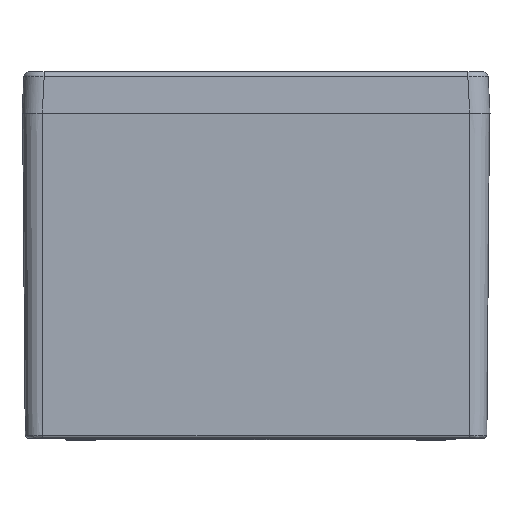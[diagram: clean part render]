
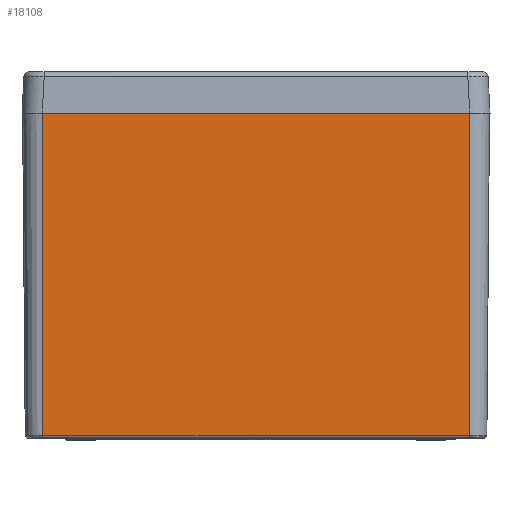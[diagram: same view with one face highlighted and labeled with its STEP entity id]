
A CAD part, left-side view. The second image highlights one B-rep face of the part: STEP entity #18108.
In plain terms, the highlighted planar face has unit normal (-1, 0, -0.008).
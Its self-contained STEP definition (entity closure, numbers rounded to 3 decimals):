
#7211 = VERTEX_POINT('',#7212);
#7212 = CARTESIAN_POINT('',(-163.699,105.,1.488));
#7249 = VERTEX_POINT('',#7250);
#7250 = CARTESIAN_POINT('',(-163.699,-105.,1.488));
#7257 = EDGE_CURVE('',#7249,#7211,#7258,.T.);
#7258 = LINE('',#7259,#7260);
#7259 = CARTESIAN_POINT('',(-163.699,115.,1.488));
#7260 = VECTOR('',#7261,1.);
#7261 = DIRECTION('',(0.,1.,-0.));
#18080 = EDGE_CURVE('',#7211,#18081,#18083,.T.);
#18081 = VERTEX_POINT('',#18082);
#18082 = CARTESIAN_POINT('',(-165.,105.,160.1));
#18083 = LINE('',#18084,#18085);
#18084 = CARTESIAN_POINT('',(-165.,105.,160.1));
#18085 = VECTOR('',#18086,1.);
#18086 = DIRECTION('',(-0.008,-0.,1.));
#18108 = ADVANCED_FACE('',(#18109),#18127,.T.);
#18109 = FACE_BOUND('',#18110,.T.);
#18110 = EDGE_LOOP('',(#18111,#18119,#18125,#18126));
#18111 = ORIENTED_EDGE('',*,*,#18112,.T.);
#18112 = EDGE_CURVE('',#7249,#18113,#18115,.T.);
#18113 = VERTEX_POINT('',#18114);
#18114 = CARTESIAN_POINT('',(-165.,-105.,160.1));
#18115 = LINE('',#18116,#18117);
#18116 = CARTESIAN_POINT('',(-165.,-105.,160.1));
#18117 = VECTOR('',#18118,1.);
#18118 = DIRECTION('',(-0.008,0.,1.));
#18119 = ORIENTED_EDGE('',*,*,#18120,.T.);
#18120 = EDGE_CURVE('',#18113,#18081,#18121,.T.);
#18121 = LINE('',#18122,#18123);
#18122 = CARTESIAN_POINT('',(-165.,115.,160.1));
#18123 = VECTOR('',#18124,1.);
#18124 = DIRECTION('',(0.,1.,0.));
#18125 = ORIENTED_EDGE('',*,*,#18080,.F.);
#18126 = ORIENTED_EDGE('',*,*,#7257,.F.);
#18127 = PLANE('',#18128);
#18128 = AXIS2_PLACEMENT_3D('',#18129,#18130,#18131);
#18129 = CARTESIAN_POINT('',(-165.,115.,160.1));
#18130 = DIRECTION('',(-1.,0.,
    -0.008));
#18131 = DIRECTION('',(-0.008,0.,1.));
